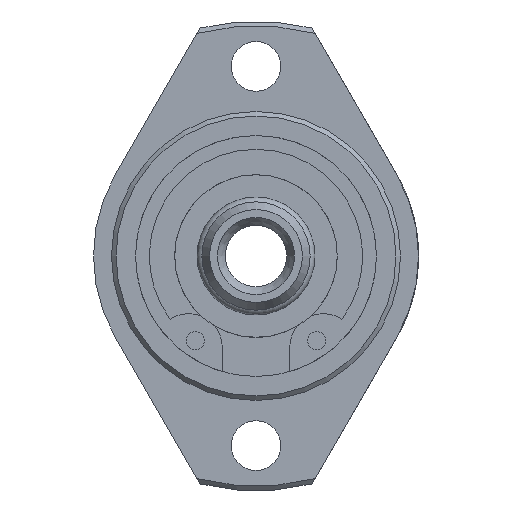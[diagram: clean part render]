
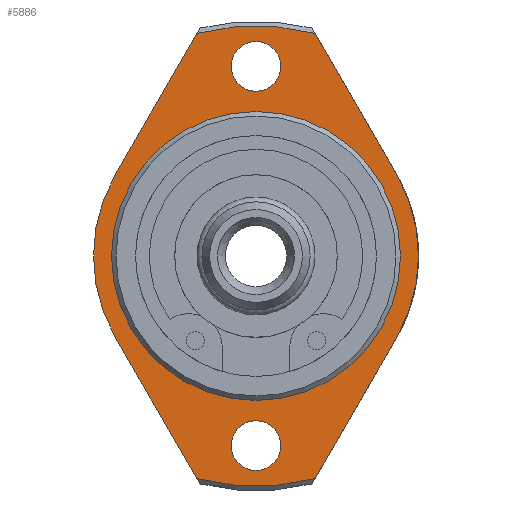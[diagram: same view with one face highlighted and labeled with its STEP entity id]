
A CAD part, left-side view. The second image highlights one B-rep face of the part: STEP entity #5886.
In plain terms, the highlighted planar face has unit normal (-1, 0, 0).
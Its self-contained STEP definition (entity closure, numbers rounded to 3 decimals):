
#243=FACE_BOUND('',#1989,.T.);
#244=FACE_BOUND('',#1990,.T.);
#245=FACE_BOUND('',#1991,.T.);
#909=LINE('',#12216,#1301);
#933=LINE('',#12387,#1325);
#935=LINE('',#12401,#1327);
#936=LINE('',#12405,#1328);
#1301=VECTOR('',#7552,18.062);
#1325=VECTOR('',#7742,18.062);
#1327=VECTOR('',#7748,18.062);
#1328=VECTOR('',#7751,18.062);
#1628=FACE_OUTER_BOUND('',#1988,.T.);
#1988=EDGE_LOOP('',(#5206,#5207,#5208,#5209,#5210,#5211,#5212,#5213));
#1989=EDGE_LOOP('',(#5214));
#1990=EDGE_LOOP('',(#5215));
#1991=EDGE_LOOP('',(#5216,#5217));
#2156=CIRCLE('',#6300,18.);
#2211=CIRCLE('',#6386,2.75);
#2212=CIRCLE('',#6388,2.75);
#2213=CIRCLE('',#6392,25.5);
#2214=CIRCLE('',#6393,18.);
#2215=CIRCLE('',#6394,25.5);
#2216=CIRCLE('',#6395,16.);
#2217=CIRCLE('',#6396,16.);
#2738=VERTEX_POINT('',#12203);
#2739=VERTEX_POINT('',#12205);
#2740=VERTEX_POINT('',#12215);
#2796=VERTEX_POINT('',#12377);
#2797=VERTEX_POINT('',#12381);
#2798=VERTEX_POINT('',#12386);
#2801=VERTEX_POINT('',#12398);
#2802=VERTEX_POINT('',#12400);
#2803=VERTEX_POINT('',#12402);
#2804=VERTEX_POINT('',#12404);
#2805=VERTEX_POINT('',#12407);
#2806=VERTEX_POINT('',#12408);
#3540=EDGE_CURVE('',#2739,#2738,#2156,.T.);
#3542=EDGE_CURVE('',#2738,#2740,#909,.T.);
#3620=EDGE_CURVE('',#2796,#2796,#2211,.T.);
#3622=EDGE_CURVE('',#2797,#2797,#2212,.T.);
#3624=EDGE_CURVE('',#2798,#2739,#933,.T.);
#3628=EDGE_CURVE('',#2801,#2740,#2213,.T.);
#3629=EDGE_CURVE('',#2801,#2802,#935,.T.);
#3630=EDGE_CURVE('',#2802,#2803,#2214,.T.);
#3631=EDGE_CURVE('',#2803,#2804,#936,.T.);
#3632=EDGE_CURVE('',#2798,#2804,#2215,.T.);
#3633=EDGE_CURVE('',#2805,#2806,#2216,.T.);
#3634=EDGE_CURVE('',#2806,#2805,#2217,.T.);
#5206=ORIENTED_EDGE('',*,*,#3624,.T.);
#5207=ORIENTED_EDGE('',*,*,#3540,.T.);
#5208=ORIENTED_EDGE('',*,*,#3542,.T.);
#5209=ORIENTED_EDGE('',*,*,#3628,.F.);
#5210=ORIENTED_EDGE('',*,*,#3629,.T.);
#5211=ORIENTED_EDGE('',*,*,#3630,.T.);
#5212=ORIENTED_EDGE('',*,*,#3631,.T.);
#5213=ORIENTED_EDGE('',*,*,#3632,.F.);
#5214=ORIENTED_EDGE('',*,*,#3620,.T.);
#5215=ORIENTED_EDGE('',*,*,#3622,.T.);
#5216=ORIENTED_EDGE('',*,*,#3633,.F.);
#5217=ORIENTED_EDGE('',*,*,#3634,.F.);
#5593=PLANE('',#6391);
#5886=ADVANCED_FACE('',(#1628,#243,#244,#245),#5593,.F.);
#6300=AXIS2_PLACEMENT_3D('',#12206,#7535,#7536);
#6386=AXIS2_PLACEMENT_3D('',#12378,#7730,#7731);
#6388=AXIS2_PLACEMENT_3D('',#12382,#7735,#7736);
#6391=AXIS2_PLACEMENT_3D('',#12397,#7744,#7745);
#6392=AXIS2_PLACEMENT_3D('',#12399,#7746,#7747);
#6393=AXIS2_PLACEMENT_3D('',#12403,#7749,#7750);
#6394=AXIS2_PLACEMENT_3D('',#12406,#7752,#7753);
#6395=AXIS2_PLACEMENT_3D('',#12409,#7754,#7755);
#6396=AXIS2_PLACEMENT_3D('',#12410,#7756,#7757);
#7535=DIRECTION('center_axis',(-1.,0.,0.));
#7536=DIRECTION('ref_axis',(0.,0.866,-0.5));
#7552=DIRECTION('',(0.,0.5,0.866));
#7730=DIRECTION('center_axis',(1.,0.,0.));
#7731=DIRECTION('ref_axis',(0.,0.,1.));
#7735=DIRECTION('center_axis',(1.,0.,0.));
#7736=DIRECTION('ref_axis',(0.,0.,1.));
#7742=DIRECTION('',(0.,-0.5,0.866));
#7744=DIRECTION('center_axis',(1.,0.,0.));
#7745=DIRECTION('ref_axis',(0.,0.,1.));
#7746=DIRECTION('center_axis',(1.,0.,0.));
#7747=DIRECTION('ref_axis',(0.,1.,0.));
#7748=DIRECTION('',(0.,0.5,-0.866));
#7749=DIRECTION('center_axis',(-1.,0.,0.));
#7750=DIRECTION('ref_axis',(0.,-0.866,0.5));
#7751=DIRECTION('',(0.,-0.5,-0.866));
#7752=DIRECTION('center_axis',(1.,0.,0.));
#7753=DIRECTION('ref_axis',(0.,1.,0.));
#7754=DIRECTION('center_axis',(-1.,0.,0.));
#7755=DIRECTION('ref_axis',(0.,0.,-1.));
#7756=DIRECTION('center_axis',(-1.,0.,0.));
#7757=DIRECTION('ref_axis',(0.,0.,-1.));
#12203=CARTESIAN_POINT('',(2.1,-15.588,9.));
#12205=CARTESIAN_POINT('',(2.1,-15.588,-9.));
#12206=CARTESIAN_POINT('Origin',(2.1,0.,0.));
#12215=CARTESIAN_POINT('',(2.1,-6.557,24.642));
#12216=CARTESIAN_POINT('',(2.1,-15.588,9.));
#12377=CARTESIAN_POINT('',(2.1,0.,-23.75));
#12378=CARTESIAN_POINT('Origin',(2.1,0.,-21.));
#12381=CARTESIAN_POINT('',(2.1,0.,18.25));
#12382=CARTESIAN_POINT('Origin',(2.1,0.,21.));
#12386=CARTESIAN_POINT('',(2.1,-6.557,-24.642));
#12387=CARTESIAN_POINT('',(2.1,-6.557,-24.642));
#12397=CARTESIAN_POINT('Origin',(2.1,0.,-21.));
#12398=CARTESIAN_POINT('',(2.1,6.557,24.642));
#12399=CARTESIAN_POINT('Origin',(2.1,0.,0.));
#12400=CARTESIAN_POINT('',(2.1,15.588,9.));
#12401=CARTESIAN_POINT('',(2.1,6.557,24.642));
#12402=CARTESIAN_POINT('',(2.1,15.588,-9.));
#12403=CARTESIAN_POINT('Origin',(2.1,0.,0.));
#12404=CARTESIAN_POINT('',(2.1,6.557,-24.642));
#12405=CARTESIAN_POINT('',(2.1,15.588,-9.));
#12406=CARTESIAN_POINT('Origin',(2.1,0.,0.));
#12407=CARTESIAN_POINT('',(2.1,0.,-16.));
#12408=CARTESIAN_POINT('',(2.1,0.,16.));
#12409=CARTESIAN_POINT('Origin',(2.1,0.,0.));
#12410=CARTESIAN_POINT('Origin',(2.1,0.,0.));
